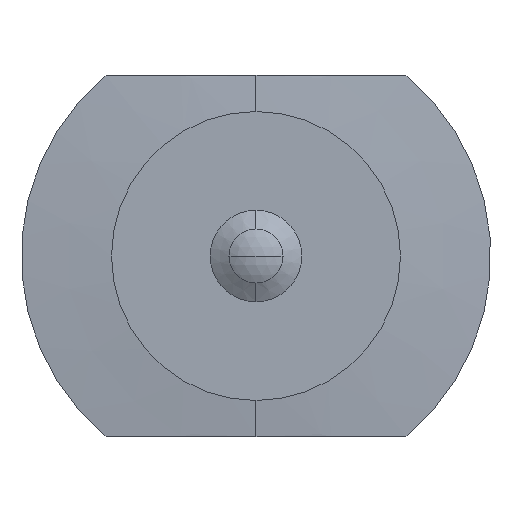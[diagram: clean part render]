
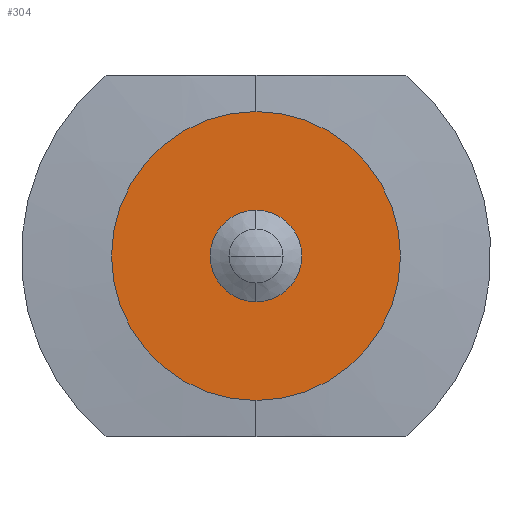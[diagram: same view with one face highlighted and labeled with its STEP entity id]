
A CAD part, left-side view. The second image highlights one B-rep face of the part: STEP entity #304.
In plain terms, the highlighted planar face has unit normal (-1, 0, 0).
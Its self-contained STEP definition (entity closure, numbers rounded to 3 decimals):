
#57 = VERTEX_POINT ( 'NONE', #434 ) ;
#100 = CARTESIAN_POINT ( 'NONE',  ( 0.5, 0., 0. ) ) ;
#167 = DIRECTION ( 'NONE',  ( 0., 0., -1. ) ) ;
#180 = DIRECTION ( 'NONE',  ( 1., 0., 0. ) ) ;
#183 = DIRECTION ( 'NONE',  ( 0., 0., 1. ) ) ;
#219 = ORIENTED_EDGE ( 'NONE', *, *, #295, .F. ) ;
#239 = CIRCLE ( 'NONE', #1591, 1.268 ) ;
#286 = DIRECTION ( 'NONE',  ( -1., 0., 0. ) ) ;
#289 = FACE_BOUND ( 'NONE', #830, .T. ) ;
#295 = EDGE_CURVE ( 'NONE', #879, #960, #1933, .T. ) ;
#304 = ADVANCED_FACE ( 'NONE', ( #289, #1858 ), #959, .F. ) ;
#434 = CARTESIAN_POINT ( 'NONE',  ( 0.5, 0., -4. ) ) ;
#569 = DIRECTION ( 'NONE',  ( -1., 0., 0. ) ) ;
#573 = AXIS2_PLACEMENT_3D ( 'NONE', #1153, #1143, #1612 ) ;
#615 = EDGE_LOOP ( 'NONE', ( #2031, #1859 ) ) ;
#652 = DIRECTION ( 'NONE',  ( 0., 0., 1. ) ) ;
#680 = EDGE_CURVE ( 'NONE', #1554, #57, #1595, .T. ) ;
#793 = AXIS2_PLACEMENT_3D ( 'NONE', #1124, #180, #167 ) ;
#830 = EDGE_LOOP ( 'NONE', ( #219, #1406 ) ) ;
#851 = CARTESIAN_POINT ( 'NONE',  ( 0.5, 0., 1.268 ) ) ;
#872 = EDGE_CURVE ( 'NONE', #57, #1554, #1693, .T. ) ;
#879 = VERTEX_POINT ( 'NONE', #1108 ) ;
#885 = AXIS2_PLACEMENT_3D ( 'NONE', #1538, #286, #183 ) ;
#959 = PLANE ( 'NONE',  #793 ) ;
#960 = VERTEX_POINT ( 'NONE', #851 ) ;
#968 = DIRECTION ( 'NONE',  ( -1., 0., 0. ) ) ;
#1108 = CARTESIAN_POINT ( 'NONE',  ( 0.5, 0., -1.268 ) ) ;
#1124 = CARTESIAN_POINT ( 'NONE',  ( 0.5, 4., 0. ) ) ;
#1143 = DIRECTION ( 'NONE',  ( -1., 0., 0. ) ) ;
#1153 = CARTESIAN_POINT ( 'NONE',  ( 0.5, 0., 0. ) ) ;
#1267 = EDGE_CURVE ( 'NONE', #960, #879, #239, .T. ) ;
#1406 = ORIENTED_EDGE ( 'NONE', *, *, #1267, .F. ) ;
#1513 = DIRECTION ( 'NONE',  ( 0., 0., 1. ) ) ;
#1538 = CARTESIAN_POINT ( 'NONE',  ( 0.5, 0., 0. ) ) ;
#1554 = VERTEX_POINT ( 'NONE', #1843 ) ;
#1578 = CARTESIAN_POINT ( 'NONE',  ( 0.5, 0., 0. ) ) ;
#1591 = AXIS2_PLACEMENT_3D ( 'NONE', #100, #569, #1513 ) ;
#1595 = CIRCLE ( 'NONE', #885, 4. ) ;
#1612 = DIRECTION ( 'NONE',  ( 0., 0., 1. ) ) ;
#1693 = CIRCLE ( 'NONE', #573, 4. ) ;
#1843 = CARTESIAN_POINT ( 'NONE',  ( 0.5, 0., 4. ) ) ;
#1858 = FACE_OUTER_BOUND ( 'NONE', #615, .T. ) ;
#1859 = ORIENTED_EDGE ( 'NONE', *, *, #680, .T. ) ;
#1867 = AXIS2_PLACEMENT_3D ( 'NONE', #1578, #968, #652 ) ;
#1933 = CIRCLE ( 'NONE', #1867, 1.268 ) ;
#2031 = ORIENTED_EDGE ( 'NONE', *, *, #872, .T. ) ;
